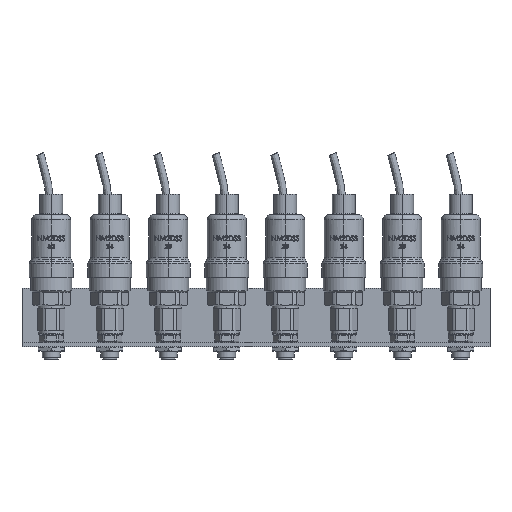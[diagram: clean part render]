
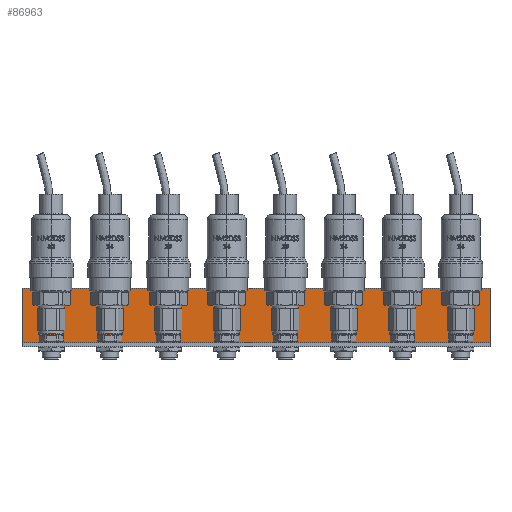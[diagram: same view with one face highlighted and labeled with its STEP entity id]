
A CAD part, front view. The second image highlights one B-rep face of the part: STEP entity #86963.
In plain terms, the highlighted planar face has unit normal (0, -1, 0).
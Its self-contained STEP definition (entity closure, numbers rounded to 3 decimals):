
#2047 = ORIENTED_EDGE ( 'NONE', *, *, #29940, .T. ) ;
#2115 = DIRECTION ( 'NONE',  ( 1., 0., 0. ) ) ;
#5050 = VERTEX_POINT ( 'NONE', #55347 ) ;
#8260 = EDGE_CURVE ( 'NONE', #72043, #27138, #84880, .T. ) ;
#10085 = VECTOR ( 'NONE', #11547, 1000. ) ;
#10100 = VECTOR ( 'NONE', #2115, 1000. ) ;
#11547 = DIRECTION ( 'NONE',  ( 0., 0., -1. ) ) ;
#12357 = PLANE ( 'NONE',  #49618 ) ;
#12612 = ORIENTED_EDGE ( 'NONE', *, *, #8260, .F. ) ;
#14283 = CARTESIAN_POINT ( 'NONE',  ( 0., -3., 40. ) ) ;
#14328 = LINE ( 'NONE', #86402, #52846 ) ;
#24214 = EDGE_CURVE ( 'NONE', #72043, #5050, #55399, .T. ) ;
#25643 = ORIENTED_EDGE ( 'NONE', *, *, #33178, .F. ) ;
#27138 = VERTEX_POINT ( 'NONE', #80132 ) ;
#27884 = DIRECTION ( 'NONE',  ( 0., -1., 0. ) ) ;
#29940 = EDGE_CURVE ( 'NONE', #5050, #44041, #14328, .T. ) ;
#33178 = EDGE_CURVE ( 'NONE', #27138, #44041, #81055, .T. ) ;
#33392 = EDGE_LOOP ( 'NONE', ( #25643, #12612, #50688, #2047 ) ) ;
#35792 = CARTESIAN_POINT ( 'NONE',  ( 0., -3., 3. ) ) ;
#37209 = CARTESIAN_POINT ( 'NONE',  ( -320., -3., 40. ) ) ;
#42926 = DIRECTION ( 'NONE',  ( 1., 0., 0. ) ) ;
#44041 = VERTEX_POINT ( 'NONE', #35792 ) ;
#47496 = FACE_OUTER_BOUND ( 'NONE', #33392, .T. ) ;
#49618 = AXIS2_PLACEMENT_3D ( 'NONE', #71284, #27884, #78597 ) ;
#50688 = ORIENTED_EDGE ( 'NONE', *, *, #24214, .T. ) ;
#52846 = VECTOR ( 'NONE', #42926, 1000. ) ;
#55347 = CARTESIAN_POINT ( 'NONE',  ( -320., -3., 3. ) ) ;
#55399 = LINE ( 'NONE', #69836, #10085 ) ;
#61743 = VECTOR ( 'NONE', #86815, 1000. ) ;
#69836 = CARTESIAN_POINT ( 'NONE',  ( -320., -3., 40. ) ) ;
#71284 = CARTESIAN_POINT ( 'NONE',  ( -320., -3., 40. ) ) ;
#72043 = VERTEX_POINT ( 'NONE', #80769 ) ;
#78597 = DIRECTION ( 'NONE',  ( 0., 0., -1. ) ) ;
#80132 = CARTESIAN_POINT ( 'NONE',  ( 0., -3., 40. ) ) ;
#80769 = CARTESIAN_POINT ( 'NONE',  ( -320., -3., 40. ) ) ;
#81055 = LINE ( 'NONE', #14283, #61743 ) ;
#84880 = LINE ( 'NONE', #37209, #10100 ) ;
#86402 = CARTESIAN_POINT ( 'NONE',  ( -320., -3., 3. ) ) ;
#86815 = DIRECTION ( 'NONE',  ( 0., 0., -1. ) ) ;
#86963 = ADVANCED_FACE ( 'NONE', ( #47496 ), #12357, .T. ) ;
